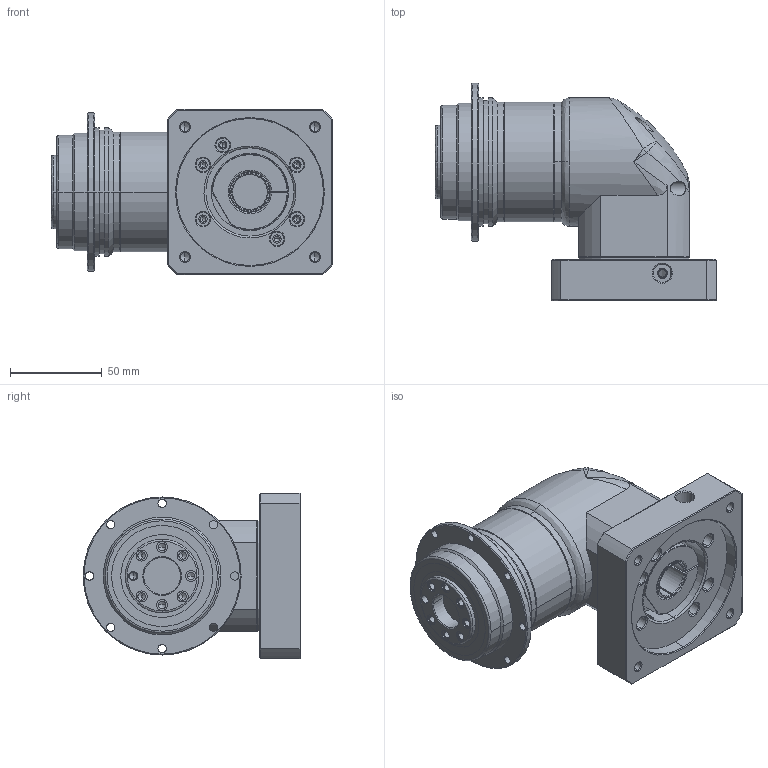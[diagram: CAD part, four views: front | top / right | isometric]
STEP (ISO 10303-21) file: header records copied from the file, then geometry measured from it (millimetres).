
FILE_DESCRIPTION (( 'STEP AP214' ), '1' );
FILE_NAME ('SDL064-L2-19-80-100M6.STEP', '2022-02-25T00:34:36', ( 'admin' ), ( '' ), 'SwSTEP 2.0', 'SolidWorks 2013', '' );
FILE_SCHEMA (( 'AUTOMOTIVE_DESIGN' ));
Length unit declared in the file: millimetre
Products named in the file (6): SDL060_X2_8F9351658F7495017D2773AF_X0_-19; SDL060-80-100M6; SDL060_X2_94DD58F3_X0_-19; PB060_X2_4E007EA79F7F5708_X0_; SDL064-L2-19-80-100M6; SD064
Assembly tree (5 placements, depth 2):
  SDL064-L2-19-80-100M6
    PB060_X2_4E007EA79F7F5708_X0_
    SDL060_X2_94DD58F3_X0_-19
    SDL060-80-100M6
    SDL060_X2_8F9351658F7495017D2773AF_X0_-19
    SD064
Bounding box: 153 x 118.5 x 90 mm (x, y, z)
Volume: 613223.8 mm3; surface area: 116758 mm2
Topology: 11 solids, 11 shells, 517 faces, 1286 edges, 781 vertices
Faces by surface type: cylinder 246, cone 139, plane 102, bspline 28, torus 2
Entity records: 23735 total; most frequent: CARTESIAN_POINT 5547, DIRECTION 2684, ORIENTED_EDGE 2428, EDGE_CURVE 1214, AXIS2_PLACEMENT_3D 1113, VERTEX_POINT 781, EDGE_LOOP 647, CIRCLE 616
